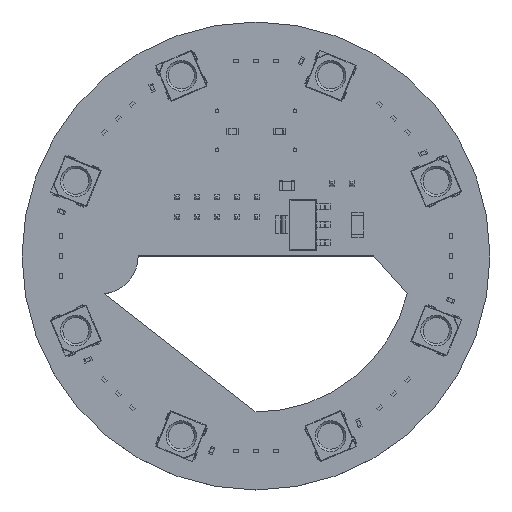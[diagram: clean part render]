
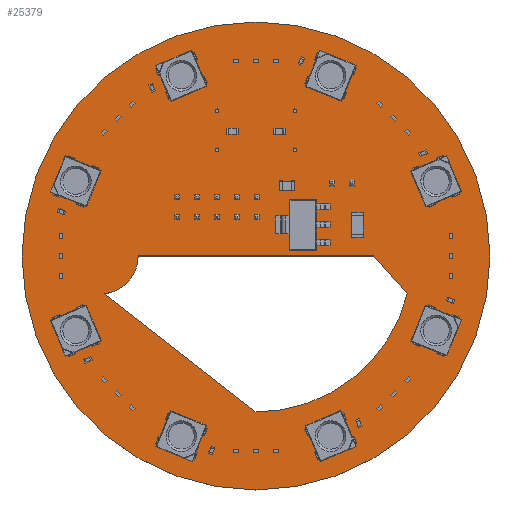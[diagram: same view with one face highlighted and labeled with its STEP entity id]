
A CAD part, top view. The second image highlights one B-rep face of the part: STEP entity #25379.
In plain terms, the highlighted planar face has unit normal (0, 0, 1).
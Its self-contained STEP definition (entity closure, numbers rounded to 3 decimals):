
#25178 = VERTEX_POINT('',#25179);
#25179 = CARTESIAN_POINT('',(30.,0.,1.6));
#25185 = EDGE_CURVE('',#25178,#25178,#25186,.T.);
#25186 = CIRCLE('',#25187,30.);
#25187 = AXIS2_PLACEMENT_3D('',#25188,#25189,#25190);
#25188 = CARTESIAN_POINT('',(0.,0.,1.6));
#25189 = DIRECTION('',(0.,0.,1.));
#25190 = DIRECTION('',(1.,0.,-0.));
#25211 = VERTEX_POINT('',#25212);
#25212 = CARTESIAN_POINT('',(-15.113,0.,1.6));
#25218 = EDGE_CURVE('',#25211,#25219,#25221,.T.);
#25219 = VERTEX_POINT('',#25220);
#25220 = CARTESIAN_POINT('',(-19.403,-4.851,1.6));
#25221 = CIRCLE('',#25222,4.887);
#25222 = AXIS2_PLACEMENT_3D('',#25223,#25224,#25225);
#25223 = CARTESIAN_POINT('',(-20.,0.,1.6));
#25224 = DIRECTION('',(0.,0.,-1.));
#25225 = DIRECTION('',(1.,0.,0.));
#25251 = EDGE_CURVE('',#25219,#25252,#25254,.T.);
#25252 = VERTEX_POINT('',#25253);
#25253 = CARTESIAN_POINT('',(0.,-20.,1.6));
#25254 = LINE('',#25255,#25256);
#25255 = CARTESIAN_POINT('',(-19.403,-4.851,1.6));
#25256 = VECTOR('',#25257,1.);
#25257 = DIRECTION('',(0.788,-0.615,0.));
#25282 = EDGE_CURVE('',#25252,#25283,#25285,.T.);
#25283 = VERTEX_POINT('',#25284);
#25284 = CARTESIAN_POINT('',(19.403,-4.851,1.6));
#25285 = CIRCLE('',#25286,20.);
#25286 = AXIS2_PLACEMENT_3D('',#25287,#25288,#25289);
#25287 = CARTESIAN_POINT('',(0.,0.,1.6)
  );
#25288 = DIRECTION('',(0.,0.,1.));
#25289 = DIRECTION('',(0.,-1.,0.));
#25315 = EDGE_CURVE('',#25283,#25316,#25318,.T.);
#25316 = VERTEX_POINT('',#25317);
#25317 = CARTESIAN_POINT('',(15.113,0.,1.6));
#25318 = LINE('',#25319,#25320);
#25319 = CARTESIAN_POINT('',(19.403,-4.851,1.6));
#25320 = VECTOR('',#25321,1.);
#25321 = DIRECTION('',(-0.663,0.749,0.));
#25346 = EDGE_CURVE('',#25316,#25211,#25347,.T.);
#25347 = LINE('',#25348,#25349);
#25348 = CARTESIAN_POINT('',(15.113,0.,1.6));
#25349 = VECTOR('',#25350,1.);
#25350 = DIRECTION('',(-1.,0.,0.));
#25379 = ADVANCED_FACE('',(#25380,#25383),#25390,.T.);
#25380 = FACE_BOUND('',#25381,.T.);
#25381 = EDGE_LOOP('',(#25382));
#25382 = ORIENTED_EDGE('',*,*,#25185,.T.);
#25383 = FACE_BOUND('',#25384,.T.);
#25384 = EDGE_LOOP('',(#25385,#25386,#25387,#25388,#25389));
#25385 = ORIENTED_EDGE('',*,*,#25218,.T.);
#25386 = ORIENTED_EDGE('',*,*,#25251,.T.);
#25387 = ORIENTED_EDGE('',*,*,#25282,.T.);
#25388 = ORIENTED_EDGE('',*,*,#25315,.T.);
#25389 = ORIENTED_EDGE('',*,*,#25346,.T.);
#25390 = PLANE('',#25391);
#25391 = AXIS2_PLACEMENT_3D('',#25392,#25393,#25394);
#25392 = CARTESIAN_POINT('',(0.,0.,1.6)
  );
#25393 = DIRECTION('',(0.,0.,1.));
#25394 = DIRECTION('',(1.,0.,-0.));
